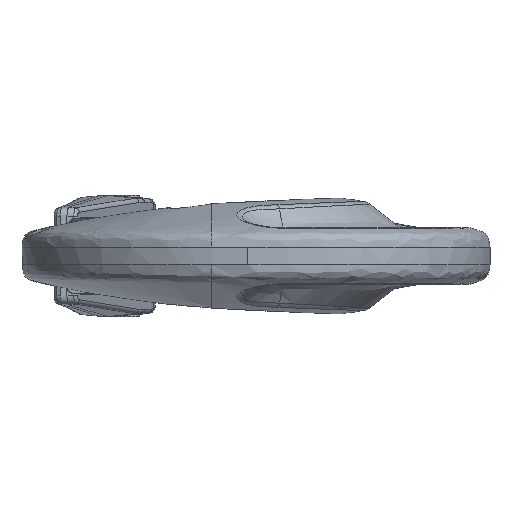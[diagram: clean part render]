
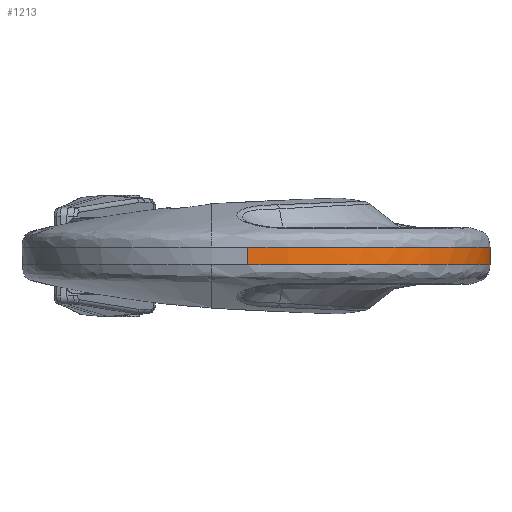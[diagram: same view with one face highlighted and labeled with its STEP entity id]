
A CAD part, front view. The second image highlights one B-rep face of the part: STEP entity #1213.
In plain terms, the highlighted cylindrical face has radius 54.9 mm (diameter 109.8 mm), a partial arc.
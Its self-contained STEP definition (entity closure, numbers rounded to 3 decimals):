
#407=CYLINDRICAL_SURFACE('',#6305,54.9);
#751=LINE('',#13288,#975);
#765=LINE('',#13580,#989);
#975=VECTOR('',#6787,1.);
#989=VECTOR('',#6845,1.);
#1213=ADVANCED_FACE('',(#1638),#407,.T.);
#1638=FACE_OUTER_BOUND('',#2021,.T.);
#2021=EDGE_LOOP('',(#2533,#2534,#2535,#2536,#2537,#2538));
#2533=ORIENTED_EDGE('',*,*,#4941,.T.);
#2534=ORIENTED_EDGE('',*,*,#5011,.F.);
#2535=ORIENTED_EDGE('',*,*,#4950,.F.);
#2536=ORIENTED_EDGE('',*,*,#5012,.T.);
#2537=ORIENTED_EDGE('',*,*,#5013,.F.);
#2538=ORIENTED_EDGE('',*,*,#5008,.T.);
#4361=VERTEX_POINT('',#12073);
#4362=VERTEX_POINT('',#12080);
#4364=VERTEX_POINT('',#13257);
#4369=VERTEX_POINT('',#13287);
#4413=VERTEX_POINT('',#13581);
#4415=VERTEX_POINT('',#13622);
#4941=EDGE_CURVE('',#4362,#4361,#5894,.T.);
#4950=EDGE_CURVE('',#4369,#4364,#751,.T.);
#5008=EDGE_CURVE('',#4413,#4362,#765,.T.);
#5011=EDGE_CURVE('',#4364,#4361,#5936,.T.);
#5012=EDGE_CURVE('',#4369,#4415,#5937,.T.);
#5013=EDGE_CURVE('',#4413,#4415,#5938,.T.);
#5894=B_SPLINE_CURVE_WITH_KNOTS('',3,(#12074,#12075,#12076,#12077,#12078,
#12079),.UNSPECIFIED.,.F.,.F.,(4,2,4),(0.,0.5,1.),.UNSPECIFIED.);
#5936=B_SPLINE_CURVE_WITH_KNOTS('',3,(#13601,#13602,#13603,#13604,#13605,
#13606,#13607,#13608,#13609,#13610,#13611),.UNSPECIFIED.,.F.,.F.,(4,1,1,
1,1,1,1,1,4),(0.,0.04,0.177,0.314,
0.451,0.588,0.726,0.863,
1.),.UNSPECIFIED.);
#5937=B_SPLINE_CURVE_WITH_KNOTS('',3,(#13612,#13613,#13614,#13615,#13616,
#13617,#13618,#13619,#13620,#13621),.UNSPECIFIED.,.F.,.F.,(4,2,2,2,4),(0.,
0.25,0.5,0.75,1.),.UNSPECIFIED.);
#5938=B_SPLINE_CURVE_WITH_KNOTS('',3,(#13623,#13624,#13625,#13626,#13627,
#13628,#13629,#13630,#13631),.UNSPECIFIED.,.F.,.F.,(4,1,1,1,1,1,4),(0.,0.04,
0.082,0.165,0.332,0.666,
1.),.UNSPECIFIED.);
#6305=AXIS2_PLACEMENT_3D('',#13632,#6848,#6849);
#6787=DIRECTION('',(0.,0.,1.));
#6845=DIRECTION('',(0.,0.,1.));
#6848=DIRECTION('',(0.,0.,1.));
#6849=DIRECTION('',(1.,0.,0.));
#12073=CARTESIAN_POINT('',(63.923,-90.5,0.));
#12074=CARTESIAN_POINT('',(50.202,-55.603,0.));
#12075=CARTESIAN_POINT('',(54.422,-60.384,0.));
#12076=CARTESIAN_POINT('',(57.8,-65.908,0.));
#12077=CARTESIAN_POINT('',(62.467,-77.779,0.));
#12078=CARTESIAN_POINT('',(63.755,-84.124,0.));
#12079=CARTESIAN_POINT('',(63.921,-90.5,0.));
#12080=CARTESIAN_POINT('',(50.191,-55.589,0.));
#13257=CARTESIAN_POINT('',(8.351,-146.827,0.));
#13287=CARTESIAN_POINT('',(8.351,-146.827,-4.));
#13288=CARTESIAN_POINT('',(8.351,-146.826,-2.));
#13580=CARTESIAN_POINT('',(50.202,-55.603,-2.));
#13581=CARTESIAN_POINT('',(50.191,-55.589,-4.));
#13601=CARTESIAN_POINT('',(8.351,-146.828,0.));
#13602=CARTESIAN_POINT('',(9.487,-146.844,0.));
#13603=CARTESIAN_POINT('',(14.563,-146.756,0.));
#13604=CARTESIAN_POINT('',(23.534,-145.324,0.));
#13605=CARTESIAN_POINT('',(34.691,-140.962,0.));
#13606=CARTESIAN_POINT('',(44.737,-134.225,0.));
#13607=CARTESIAN_POINT('',(53.17,-125.347,0.));
#13608=CARTESIAN_POINT('',(59.488,-114.731,0.));
#13609=CARTESIAN_POINT('',(63.307,-102.905,0.));
#13610=CARTESIAN_POINT('',(64.029,-94.627,0.));
#13611=CARTESIAN_POINT('',(63.921,-90.5,0.));
#13612=CARTESIAN_POINT('',(8.351,-146.826,-4.));
#13613=CARTESIAN_POINT('',(15.713,-146.918,-4.));
#13614=CARTESIAN_POINT('',(23.091,-145.51,-4.));
#13615=CARTESIAN_POINT('',(36.713,-139.914,-4.));
#13616=CARTESIAN_POINT('',(42.95,-135.729,-4.));
#13617=CARTESIAN_POINT('',(53.292,-125.246,-4.));
#13618=CARTESIAN_POINT('',(57.393,-118.953,-4.));
#13619=CARTESIAN_POINT('',(62.804,-105.257,-4.));
#13620=CARTESIAN_POINT('',(64.113,-97.86,-4.));
#13621=CARTESIAN_POINT('',(63.921,-90.5,-4.));
#13622=CARTESIAN_POINT('',(63.923,-90.5,-4.));
#13623=CARTESIAN_POINT('',(50.19,-55.589,-4.));
#13624=CARTESIAN_POINT('',(50.528,-55.976,-4.));
#13625=CARTESIAN_POINT('',(51.21,-56.768,-4.));
#13626=CARTESIAN_POINT('',(52.54,-58.406,-4.));
#13627=CARTESIAN_POINT('',(54.758,-61.405,-4.));
#13628=CARTESIAN_POINT('',(58.662,-67.772,-4.));
#13629=CARTESIAN_POINT('',(62.592,-77.749,-4.));
#13630=CARTESIAN_POINT('',(63.81,-86.241,-4.));
#13631=CARTESIAN_POINT('',(63.921,-90.5,-4.));
#13632=CARTESIAN_POINT('',(9.04,-91.93,-2.));
